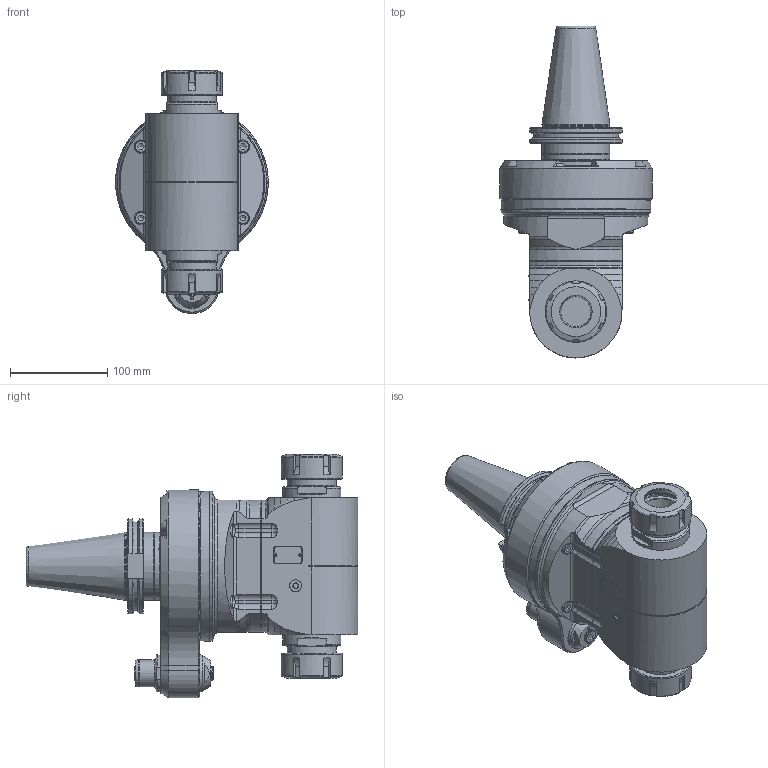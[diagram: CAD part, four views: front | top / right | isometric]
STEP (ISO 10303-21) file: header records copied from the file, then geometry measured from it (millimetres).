
FILE_DESCRIPTION(/* description */ (''),/* implementation_level */ '2;1');
FILE_NAME(/* name */ '9.F90.3000D-7C50.stp',/* time_stamp */ '2024-01-16T10:48:09-05:00',/* author */ ('jkrenzer'),/* organization */ (''),/* preprocessor_version */ 'ST-DEVELOPER v18.1',/* originating_system */ 'Autodesk Inventor 2022',/* authorisation */ '');
FILE_SCHEMA (('AUTOMOTIVE_DESIGN { 1 0 10303 214 3 1 1 }'));
Length unit declared in the file: millimetre
Products named in the file (3): 9.F90.3000D-7C50; F90-30D; 9GA32C_451   (Type 3, Cat50, 110mm, 28x26.5P)
Assembly tree (2 placements, depth 2):
  9.F90.3000D-7C50
    F90-30D
    9GA32C_451   (Type 3, Cat50, 110mm, 28x26.5P)
Bounding box: 156.86 x 341.1 x 250 mm (x, y, z)
Volume: 3451114.9 mm3; surface area: 331991.3 mm2
Topology: 4 solids, 6 shells, 881 faces, 2251 edges, 1416 vertices
Faces by surface type: plane 378, cylinder 241, cone 184, torus 55, sphere 22, bspline 1
Full cylindrical faces by diameter (mm): 2.5 x3, 3.2 x2, 3.3 x2, 4.2 x3, 5 x5, 6 x1, 6.5 x1, 6.75 x4, 8 x2, 8.5 x4, 8.821 x1, 9 x1, 9.2 x1, 9.525 x1, 10 x2, 10.5 x1, 12 x1, 12.5 x1, 12.8 x1, 13 x5, 13.5 x4, 14 x2, 14.5 x1, 15 x2, 15.5 x1, 21 x1, 21.963 x1, 26.187 x1, 26.8 x1, 28 x1
Entity records: 29293 total; most frequent: CARTESIAN_POINT 8081, DIRECTION 4507, ORIENTED_EDGE 4434, EDGE_CURVE 2217, AXIS2_PLACEMENT_3D 1768, VERTEX_POINT 1416, EDGE_LOOP 977, LINE 971
